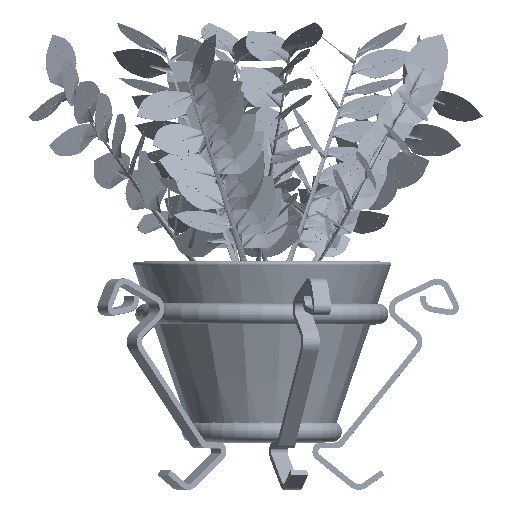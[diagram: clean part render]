
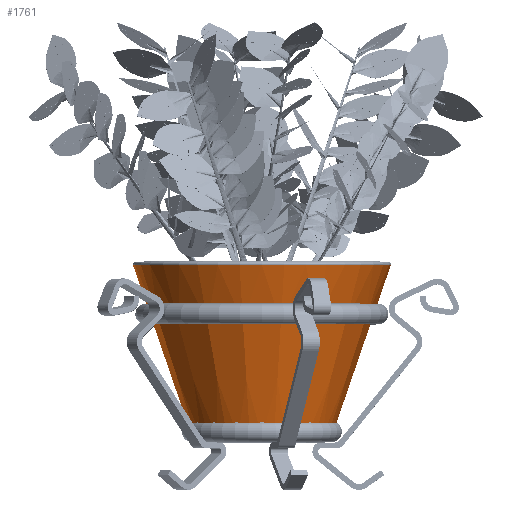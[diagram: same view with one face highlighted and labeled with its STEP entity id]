
A CAD part, top view. The second image highlights one B-rep face of the part: STEP entity #1761.
In plain terms, the highlighted conical face has half-angle 19 degrees and reference radius 171.367 mm.
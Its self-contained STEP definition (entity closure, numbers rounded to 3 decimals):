
#1761=ADVANCED_FACE('',(#3248,#3250),#3252,.T.);
#3248=FACE_OUTER_BOUND('',#3249,.T.);
#3249=EDGE_LOOP('',(#5197));
#3250=FACE_OUTER_BOUND('',#3251,.T.);
#3251=EDGE_LOOP('',(#5198));
#3252=CONICAL_SURFACE('',#3253,171.367,0.332);
#3253=AXIS2_PLACEMENT_3D('',#3254,#3255,#3256);
#3254=CARTESIAN_POINT('',(0.,149.18,0.));
#3255=DIRECTION('',(-0.,1.,-0.));
#3256=DIRECTION('',(-1.,-0.,-0.));
#5197=ORIENTED_EDGE('',*,*,#6299,.T.);
#5198=ORIENTED_EDGE('',*,*,#6298,.F.);
#6298=EDGE_CURVE('',#6836,#6836,#6837,.T.);
#6299=EDGE_CURVE('',#6838,#6838,#6839,.T.);
#6836=VERTEX_POINT('',#7893);
#6837=CIRCLE('',#7894,120.273);
#6838=VERTEX_POINT('',#7898);
#6839=CIRCLE('',#7899,222.461);
#7893=CARTESIAN_POINT('',(120.273,0.792,0.));
#7894=AXIS2_PLACEMENT_3D('',#7895,#7896,#7897);
#7895=CARTESIAN_POINT('',(0.,0.792,0.));
#7896=DIRECTION('',(0.,-1.,0.));
#7897=DIRECTION('',(1.,0.,0.));
#7898=CARTESIAN_POINT('',(222.461,297.568,0.));
#7899=AXIS2_PLACEMENT_3D('',#7900,#7901,#7902);
#7900=CARTESIAN_POINT('',(0.,297.568,0.));
#7901=DIRECTION('',(0.,-1.,0.));
#7902=DIRECTION('',(1.,0.,0.));
